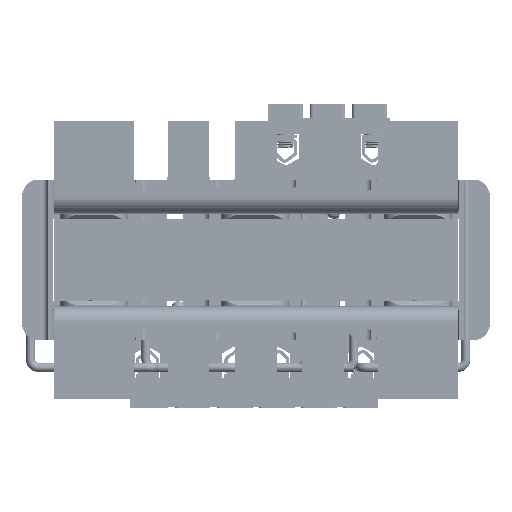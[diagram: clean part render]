
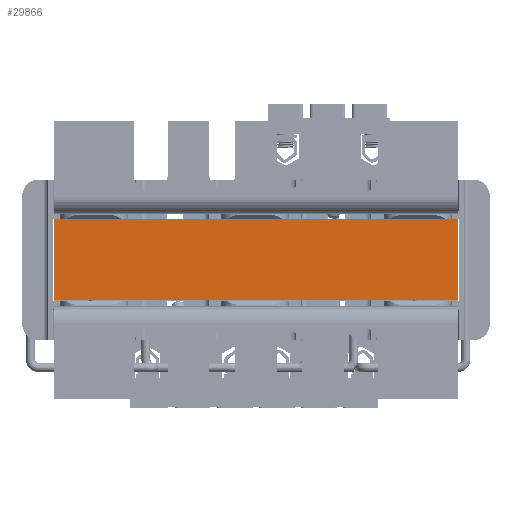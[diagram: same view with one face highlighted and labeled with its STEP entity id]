
A CAD part, front view. The second image highlights one B-rep face of the part: STEP entity #29866.
In plain terms, the highlighted planar face has unit normal (0, -1, 0).
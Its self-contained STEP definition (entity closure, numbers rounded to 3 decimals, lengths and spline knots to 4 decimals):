
#1814=PLANE('',#32097);
#2668=FACE_OUTER_BOUND('',#4365,.T.);
#4365=EDGE_LOOP('',(#20368,#20369,#20370,#20371));
#6233=LINE('',#42791,#9047);
#6246=LINE('',#42816,#9060);
#6266=LINE('',#42856,#9080);
#6267=LINE('',#42858,#9081);
#9047=VECTOR('',#34728,0.3937);
#9060=VECTOR('',#34743,0.3937);
#9080=VECTOR('',#34783,0.3937);
#9081=VECTOR('',#34786,0.3937);
#12875=VERTEX_POINT('',#42787);
#12877=VERTEX_POINT('',#42790);
#12887=VERTEX_POINT('',#42812);
#12898=VERTEX_POINT('',#42854);
#15795=EDGE_CURVE('',#12877,#12875,#6233,.T.);
#15808=EDGE_CURVE('',#12887,#12877,#6246,.T.);
#15828=EDGE_CURVE('',#12875,#12898,#6266,.T.);
#15829=EDGE_CURVE('',#12898,#12887,#6267,.T.);
#20368=ORIENTED_EDGE('',*,*,#15829,.T.);
#20369=ORIENTED_EDGE('',*,*,#15808,.T.);
#20370=ORIENTED_EDGE('',*,*,#15795,.T.);
#20371=ORIENTED_EDGE('',*,*,#15828,.T.);
#29866=ADVANCED_FACE('',(#2668),#1814,.T.);
#32097=AXIS2_PLACEMENT_3D('',#42857,#34784,#34785);
#34728=DIRECTION('',(1.,0.,0.));
#34743=DIRECTION('',(0.,0.,-1.));
#34783=DIRECTION('',(0.,0.,1.));
#34784=DIRECTION('center_axis',(0.,-1.,0.));
#34785=DIRECTION('ref_axis',(0.,0.,-1.));
#34786=DIRECTION('',(-1.,0.,0.));
#42787=CARTESIAN_POINT('',(4.8534,-0.125,-0.6));
#42790=CARTESIAN_POINT('',(-1.1466,-0.125,-0.6));
#42791=CARTESIAN_POINT('',(4.8534,-0.125,-0.6));
#42812=CARTESIAN_POINT('',(-1.1466,-0.125,0.6));
#42816=CARTESIAN_POINT('',(-1.1466,-0.125,0.));
#42854=CARTESIAN_POINT('',(4.8534,-0.125,0.6));
#42856=CARTESIAN_POINT('',(4.8534,-0.125,0.));
#42857=CARTESIAN_POINT('Origin',(4.8534,-0.125,0.));
#42858=CARTESIAN_POINT('',(4.8534,-0.125,0.6));
